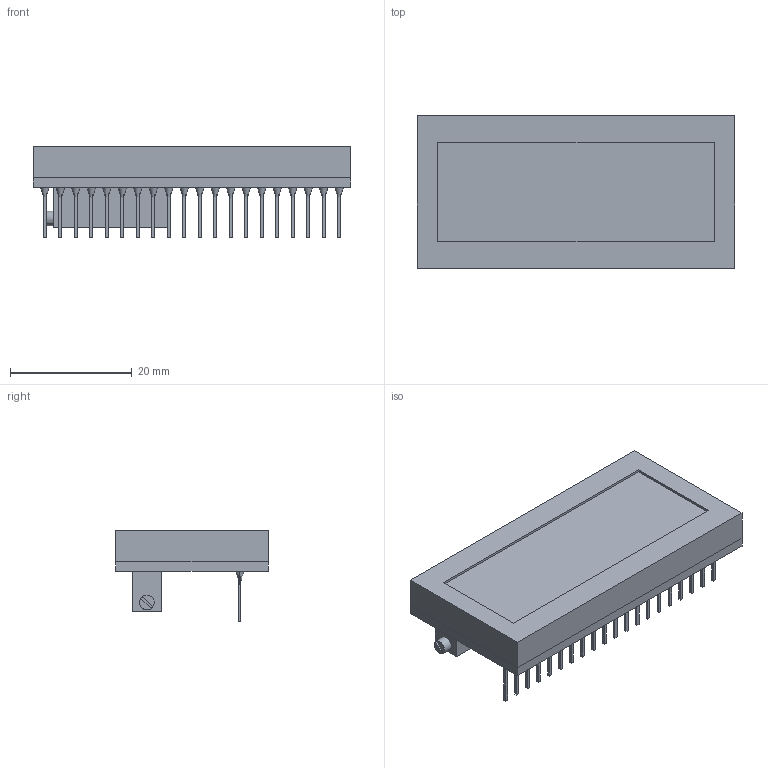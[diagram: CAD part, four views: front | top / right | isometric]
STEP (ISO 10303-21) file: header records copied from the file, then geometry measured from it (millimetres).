
FILE_DESCRIPTION((''),'2;1');
FILE_NAME('DS_LASCAR_DPM160.stp','2011-03-17T15:09:02',(''),(''),'Mechanical Desktop 2011','Mechanical Desktop 2011',', , ');
FILE_SCHEMA(('AUTOMOTIVE_DESIGN { 1 2 10303 214 1 1 1 1 }'));
Length unit declared in the file: millimetre
Products named in the file (1): Product
Bounding box: 52 x 25 x 14.9 mm (x, y, z)
Volume: 9070.7 mm3; surface area: 8810 mm2
Topology: 45 solids, 45 shells, 217 faces, 438 edges, 272 vertices
Faces by surface type: bspline 143, cone 40, plane 32, cylinder 2
Entity records: 5336 total; most frequent: CARTESIAN_POINT 1317, ORIENTED_EDGE 796, DIRECTION 596, EDGE_CURVE 398, VECTOR 350, LINE 350, VERTEX_POINT 272, EDGE_LOOP 218
